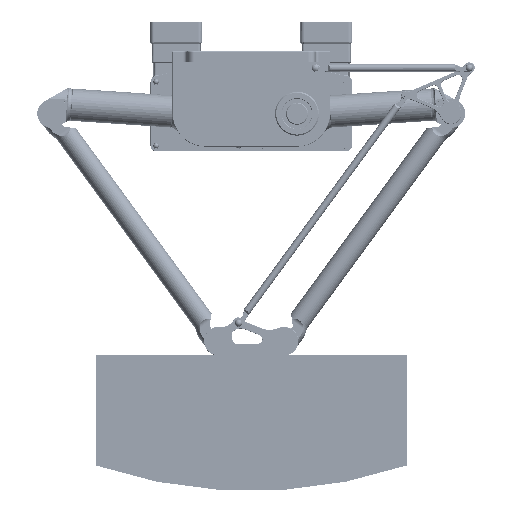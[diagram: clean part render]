
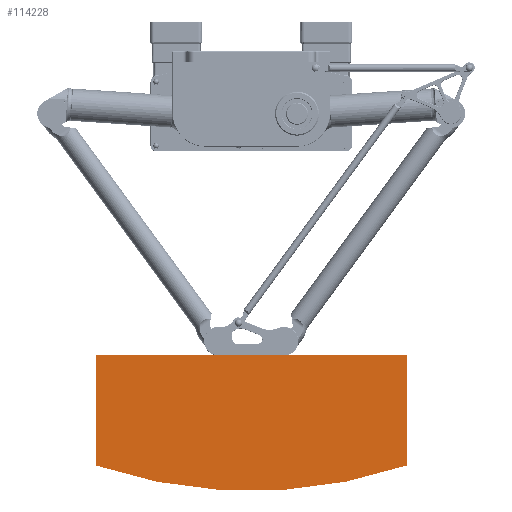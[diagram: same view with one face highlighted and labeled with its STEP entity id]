
A CAD part, front view. The second image highlights one B-rep face of the part: STEP entity #114228.
In plain terms, the highlighted face is planar.
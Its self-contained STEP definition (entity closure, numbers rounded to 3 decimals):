
#4974=LINE('',#171188,#11958);
#4975=LINE('',#171190,#11959);
#4976=LINE('',#171191,#11960);
#11958=VECTOR('',#137610,10.);
#11959=VECTOR('',#137611,10.);
#11960=VECTOR('',#137612,10.);
#18391=PLANE('',#122088);
#28715=CIRCLE('',#122089,1325.179);
#35063=FACE_OUTER_BOUND('',#42227,.T.);
#42227=EDGE_LOOP('',(#81584,#81585,#81586,#81587));
#52102=VERTEX_POINT('',#171184);
#52103=VERTEX_POINT('',#171185);
#52104=VERTEX_POINT('',#171187);
#52105=VERTEX_POINT('',#171189);
#63352=EDGE_CURVE('',#52102,#52103,#28715,.T.);
#63353=EDGE_CURVE('',#52104,#52102,#4974,.T.);
#63354=EDGE_CURVE('',#52105,#52104,#4975,.T.);
#63355=EDGE_CURVE('',#52103,#52105,#4976,.T.);
#81584=ORIENTED_EDGE('',*,*,#63352,.F.);
#81585=ORIENTED_EDGE('',*,*,#63353,.F.);
#81586=ORIENTED_EDGE('',*,*,#63354,.F.);
#81587=ORIENTED_EDGE('',*,*,#63355,.F.);
#114228=ADVANCED_FACE('',(#35063),#18391,.F.);
#122088=AXIS2_PLACEMENT_3D('',#171183,#137606,#137607);
#122089=AXIS2_PLACEMENT_3D('',#171186,#137608,#137609);
#137606=DIRECTION('center_axis',(0.,0.,1.));
#137607=DIRECTION('ref_axis',(1.,0.,0.));
#137608=DIRECTION('center_axis',(0.,0.,1.));
#137609=DIRECTION('ref_axis',(-0.321,-0.947,0.));
#137610=DIRECTION('',(0.,1.,0.));
#137611=DIRECTION('',(1.,0.,0.));
#137612=DIRECTION('',(0.,-1.,0.));
#171183=CARTESIAN_POINT('Origin',(0.,16.66,
-0.5));
#171184=CARTESIAN_POINT('',(425.,150.,-0.5));
#171185=CARTESIAN_POINT('',(-425.,150.,-0.5));
#171186=CARTESIAN_POINT('Origin',(0.,-1105.179,
-0.5));
#171187=CARTESIAN_POINT('',(425.,-150.,-0.5));
#171188=CARTESIAN_POINT('',(425.,150.,-0.5));
#171189=CARTESIAN_POINT('',(-425.,-150.,-0.5));
#171190=CARTESIAN_POINT('',(425.,-150.,-0.5));
#171191=CARTESIAN_POINT('',(-425.,-150.,-0.5));
